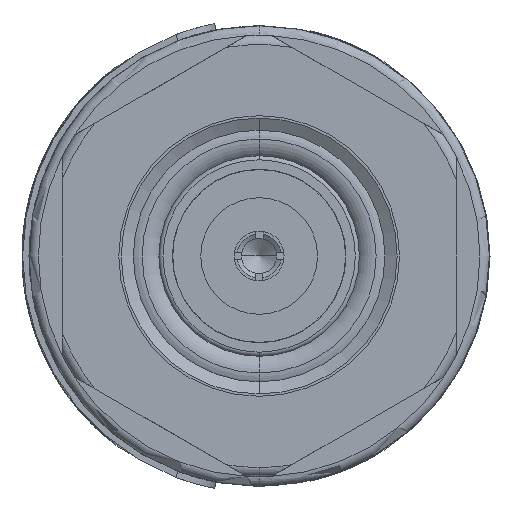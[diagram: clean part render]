
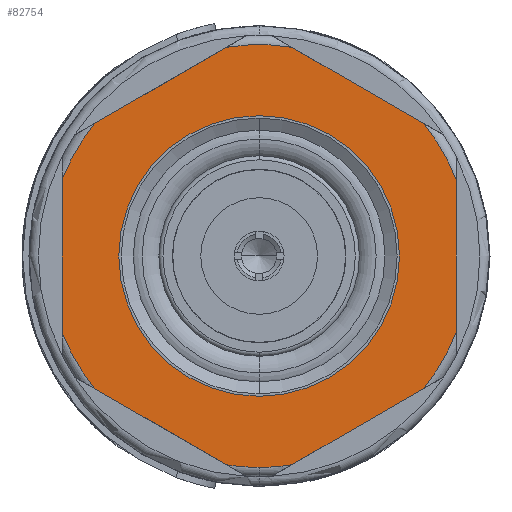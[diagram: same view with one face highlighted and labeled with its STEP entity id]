
A CAD part, left-side view. The second image highlights one B-rep face of the part: STEP entity #82754.
In plain terms, the highlighted planar face has unit normal (-1, 0, 0).
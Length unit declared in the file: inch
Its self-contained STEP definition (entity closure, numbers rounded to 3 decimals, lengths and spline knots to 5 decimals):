
#770 = ORIENTED_EDGE ( 'NONE', *, *, #8431, .T. ) ;
#814 = CARTESIAN_POINT ( 'NONE',  ( -0.3185, -0.26078, -0.21028 ) ) ;
#2083 = EDGE_LOOP ( 'NONE', ( #19226, #66840 ) ) ;
#2579 = DIRECTION ( 'NONE',  ( 0., 0.866, 0.5 ) ) ;
#3854 = CARTESIAN_POINT ( 'NONE',  ( -0.3185, 0., 0. ) ) ;
#4878 = DIRECTION ( 'NONE',  ( -1., 0., 0. ) ) ;
#5724 = DIRECTION ( 'NONE',  ( -1., 0., 0. ) ) ;
#6154 = CARTESIAN_POINT ( 'NONE',  ( -0.3185, 0.29275, 0.19182 ) ) ;
#7583 = CIRCLE ( 'NONE', #15116, 0.335 ) ;
#8431 = EDGE_CURVE ( 'NONE', #57764, #42782, #82798, .T. ) ;
#10266 = DIRECTION ( 'NONE',  ( -1., 0., 0. ) ) ;
#10384 = CIRCLE ( 'NONE', #22354, 0.335 ) ;
#12081 = DIRECTION ( 'NONE',  ( -1., 0., 0. ) ) ;
#12346 = CIRCLE ( 'NONE', #69349, 0.335 ) ;
#13427 = ORIENTED_EDGE ( 'NONE', *, *, #57444, .T. ) ;
#13917 = VECTOR ( 'NONE', #60307, 39.37008 ) ;
#15116 = AXIS2_PLACEMENT_3D ( 'NONE', #31461, #12081, #67590 ) ;
#17453 = DIRECTION ( 'NONE',  ( -1., 0., 0. ) ) ;
#18874 = CARTESIAN_POINT ( 'NONE',  ( -0.3185, 0.26078, 0.21028 ) ) ;
#19039 = CARTESIAN_POINT ( 'NONE',  ( -0.3185, 0.01975, -0.34944 ) ) ;
#19226 = ORIENTED_EDGE ( 'NONE', *, *, #45387, .F. ) ;
#19511 = VERTEX_POINT ( 'NONE', #92589 ) ;
#19884 = AXIS2_PLACEMENT_3D ( 'NONE', #40181, #69802, #48689 ) ;
#20388 = CARTESIAN_POINT ( 'NONE',  ( -0.3185, 0., 0. ) ) ;
#20493 = AXIS2_PLACEMENT_3D ( 'NONE', #20388, #42827, #55512 ) ;
#20777 = DIRECTION ( 'NONE',  ( 0., 0., -1. ) ) ;
#21137 = ORIENTED_EDGE ( 'NONE', *, *, #70411, .T. ) ;
#21449 = CARTESIAN_POINT ( 'NONE',  ( -0.3185, 0.05172, -0.33098 ) ) ;
#21526 = EDGE_CURVE ( 'NONE', #81063, #76948, #77540, .T. ) ;
#22354 = AXIS2_PLACEMENT_3D ( 'NONE', #66454, #29380, #57979 ) ;
#22409 = CARTESIAN_POINT ( 'NONE',  ( -0.3185, 0., -0.2225 ) ) ;
#25019 = CARTESIAN_POINT ( 'NONE',  ( -0.3185, -0.05172, -0.33098 ) ) ;
#25027 = FACE_OUTER_BOUND ( 'NONE', #62817, .T. ) ;
#25933 = DIRECTION ( 'NONE',  ( 0., 0.866, -0.5 ) ) ;
#26946 = VERTEX_POINT ( 'NONE', #75110 ) ;
#28802 = CIRCLE ( 'NONE', #19884, 0.2225 ) ;
#29380 = DIRECTION ( 'NONE',  ( -1., 0., 0. ) ) ;
#31140 = DIRECTION ( 'NONE',  ( 0., 0., -1. ) ) ;
#31225 = DIRECTION ( 'NONE',  ( 0., 0., 1. ) ) ;
#31461 = CARTESIAN_POINT ( 'NONE',  ( -0.3185, 0., 0. ) ) ;
#31610 = CIRCLE ( 'NONE', #82489, 0.335 ) ;
#33893 = CARTESIAN_POINT ( 'NONE',  ( -0.3185, 0., 0. ) ) ;
#33899 = EDGE_CURVE ( 'NONE', #51457, #19511, #31610, .T. ) ;
#34627 = VECTOR ( 'NONE', #31225, 39.37008 ) ;
#35076 = CARTESIAN_POINT ( 'NONE',  ( -0.3185, -0.26078, 0.21028 ) ) ;
#38101 = DIRECTION ( 'NONE',  ( 0., 0., -1. ) ) ;
#39088 = ORIENTED_EDGE ( 'NONE', *, *, #53171, .T. ) ;
#39790 = CARTESIAN_POINT ( 'NONE',  ( -0.3185, -0.05172, 0.33098 ) ) ;
#40181 = CARTESIAN_POINT ( 'NONE',  ( -0.3185, 0., 0. ) ) ;
#40359 = ORIENTED_EDGE ( 'NONE', *, *, #33899, .T. ) ;
#40867 = LINE ( 'NONE', #6154, #50678 ) ;
#41459 = VECTOR ( 'NONE', #31140, 39.37008 ) ;
#41567 = AXIS2_PLACEMENT_3D ( 'NONE', #76373, #10266, #68901 ) ;
#41790 = ORIENTED_EDGE ( 'NONE', *, *, #66382, .T. ) ;
#42673 = EDGE_CURVE ( 'NONE', #45781, #57764, #7583, .T. ) ;
#42782 = VERTEX_POINT ( 'NONE', #21449 ) ;
#42827 = DIRECTION ( 'NONE',  ( -1., 0., 0. ) ) ;
#42836 = EDGE_CURVE ( 'NONE', #48243, #26946, #58915, .T. ) ;
#44185 = VERTEX_POINT ( 'NONE', #25019 ) ;
#45387 = EDGE_CURVE ( 'NONE', #55942, #91541, #28802, .T. ) ;
#45781 = VERTEX_POINT ( 'NONE', #71510 ) ;
#47905 = VERTEX_POINT ( 'NONE', #814 ) ;
#48243 = VERTEX_POINT ( 'NONE', #65070 ) ;
#48689 = DIRECTION ( 'NONE',  ( 0., 0., 1. ) ) ;
#50101 = LINE ( 'NONE', #70300, #71682 ) ;
#50393 = VERTEX_POINT ( 'NONE', #35076 ) ;
#50678 = VECTOR ( 'NONE', #25933, 39.37008 ) ;
#51457 = VERTEX_POINT ( 'NONE', #39790 ) ;
#52696 = LINE ( 'NONE', #60234, #41459 ) ;
#52988 = EDGE_CURVE ( 'NONE', #42782, #73297, #62706, .T. ) ;
#53171 = EDGE_CURVE ( 'NONE', #19511, #81063, #40867, .T. ) ;
#55124 = EDGE_CURVE ( 'NONE', #26946, #50393, #10384, .T. ) ;
#55512 = DIRECTION ( 'NONE',  ( 0., 0., 1. ) ) ;
#55942 = VERTEX_POINT ( 'NONE', #81665 ) ;
#56335 = DIRECTION ( 'NONE',  ( 0., 0., -1. ) ) ;
#57444 = EDGE_CURVE ( 'NONE', #50393, #51457, #68279, .T. ) ;
#57764 = VERTEX_POINT ( 'NONE', #71395 ) ;
#57979 = DIRECTION ( 'NONE',  ( 0., 0., -1. ) ) ;
#58703 = VECTOR ( 'NONE', #2579, 39.37008 ) ;
#58714 = CIRCLE ( 'NONE', #75215, 0.335 ) ;
#58915 = LINE ( 'NONE', #80459, #34627 ) ;
#59230 = DIRECTION ( 'NONE',  ( -1., 0., 0. ) ) ;
#59846 = ORIENTED_EDGE ( 'NONE', *, *, #42673, .T. ) ;
#60234 = CARTESIAN_POINT ( 'NONE',  ( -0.3185, 0.3125, -0.15762 ) ) ;
#60307 = DIRECTION ( 'NONE',  ( 0., -0.866, -0.5 ) ) ;
#60431 = CARTESIAN_POINT ( 'NONE',  ( -0.3185, 0., -0.335 ) ) ;
#61198 = EDGE_CURVE ( 'NONE', #73297, #44185, #58714, .T. ) ;
#62706 = CIRCLE ( 'NONE', #82156, 0.335 ) ;
#62817 = EDGE_LOOP ( 'NONE', ( #13427, #40359, #39088, #78123, #89462, #59846, #770, #81217, #92745, #41790, #21137, #90473, #92301 ) ) ;
#63276 = DIRECTION ( 'NONE',  ( 0., -0.866, 0.5 ) ) ;
#63385 = EDGE_CURVE ( 'NONE', #91541, #55942, #89380, .T. ) ;
#65070 = CARTESIAN_POINT ( 'NONE',  ( -0.3185, -0.3125, -0.1207 ) ) ;
#66382 = EDGE_CURVE ( 'NONE', #44185, #47905, #50101, .T. ) ;
#66410 = CARTESIAN_POINT ( 'NONE',  ( -0.3185, -0.01975, 0.34944 ) ) ;
#66454 = CARTESIAN_POINT ( 'NONE',  ( -0.3185, 0., 0. ) ) ;
#66840 = ORIENTED_EDGE ( 'NONE', *, *, #63385, .F. ) ;
#67590 = DIRECTION ( 'NONE',  ( 0., 0., -1. ) ) ;
#68216 = PLANE ( 'NONE',  #78063 ) ;
#68279 = LINE ( 'NONE', #66410, #58703 ) ;
#68901 = DIRECTION ( 'NONE',  ( 0., 0., -1. ) ) ;
#69165 = CARTESIAN_POINT ( 'NONE',  ( -0.3185, 0., 0. ) ) ;
#69349 = AXIS2_PLACEMENT_3D ( 'NONE', #3854, #17453, #73298 ) ;
#69802 = DIRECTION ( 'NONE',  ( -1., 0., 0. ) ) ;
#70300 = CARTESIAN_POINT ( 'NONE',  ( -0.3185, -0.29275, -0.19182 ) ) ;
#70411 = EDGE_CURVE ( 'NONE', #47905, #48243, #12346, .T. ) ;
#71395 = CARTESIAN_POINT ( 'NONE',  ( -0.3185, 0.26078, -0.21028 ) ) ;
#71510 = CARTESIAN_POINT ( 'NONE',  ( -0.3185, 0.3125, -0.1207 ) ) ;
#71682 = VECTOR ( 'NONE', #63276, 39.37008 ) ;
#73297 = VERTEX_POINT ( 'NONE', #60431 ) ;
#73298 = DIRECTION ( 'NONE',  ( 0., 0., -1. ) ) ;
#75110 = CARTESIAN_POINT ( 'NONE',  ( -0.3185, -0.3125, 0.1207 ) ) ;
#75215 = AXIS2_PLACEMENT_3D ( 'NONE', #75653, #5724, #56335 ) ;
#75653 = CARTESIAN_POINT ( 'NONE',  ( -0.3185, 0., 0. ) ) ;
#76373 = CARTESIAN_POINT ( 'NONE',  ( -0.3185, 0., 0. ) ) ;
#76639 = DIRECTION ( 'NONE',  ( 0., 0., -1. ) ) ;
#76948 = VERTEX_POINT ( 'NONE', #77154 ) ;
#77154 = CARTESIAN_POINT ( 'NONE',  ( -0.3185, 0.3125, 0.1207 ) ) ;
#77540 = CIRCLE ( 'NONE', #41567, 0.335 ) ;
#78063 = AXIS2_PLACEMENT_3D ( 'NONE', #33893, #78447, #20777 ) ;
#78123 = ORIENTED_EDGE ( 'NONE', *, *, #21526, .T. ) ;
#78447 = DIRECTION ( 'NONE',  ( 1., 0., 0. ) ) ;
#80083 = EDGE_CURVE ( 'NONE', #76948, #45781, #52696, .T. ) ;
#80459 = CARTESIAN_POINT ( 'NONE',  ( -0.3185, -0.3125, 0.15762 ) ) ;
#81063 = VERTEX_POINT ( 'NONE', #18874 ) ;
#81217 = ORIENTED_EDGE ( 'NONE', *, *, #52988, .T. ) ;
#81665 = CARTESIAN_POINT ( 'NONE',  ( -0.3185, 0., 0.2225 ) ) ;
#82156 = AXIS2_PLACEMENT_3D ( 'NONE', #89248, #59230, #38101 ) ;
#82489 = AXIS2_PLACEMENT_3D ( 'NONE', #69165, #4878, #76639 ) ;
#82754 = ADVANCED_FACE ( 'NONE', ( #89768, #25027 ), #68216, .F. ) ;
#82798 = LINE ( 'NONE', #19039, #13917 ) ;
#89248 = CARTESIAN_POINT ( 'NONE',  ( -0.3185, 0., 0. ) ) ;
#89380 = CIRCLE ( 'NONE', #20493, 0.2225 ) ;
#89462 = ORIENTED_EDGE ( 'NONE', *, *, #80083, .T. ) ;
#89768 = FACE_BOUND ( 'NONE', #2083, .T. ) ;
#90473 = ORIENTED_EDGE ( 'NONE', *, *, #42836, .T. ) ;
#91541 = VERTEX_POINT ( 'NONE', #22409 ) ;
#92301 = ORIENTED_EDGE ( 'NONE', *, *, #55124, .T. ) ;
#92589 = CARTESIAN_POINT ( 'NONE',  ( -0.3185, 0.05172, 0.33098 ) ) ;
#92745 = ORIENTED_EDGE ( 'NONE', *, *, #61198, .T. ) ;
